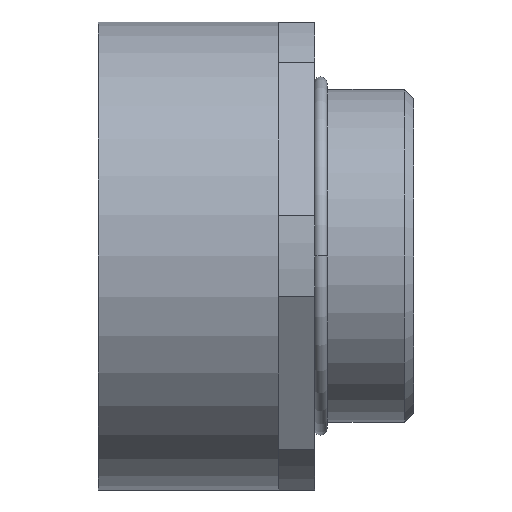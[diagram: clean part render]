
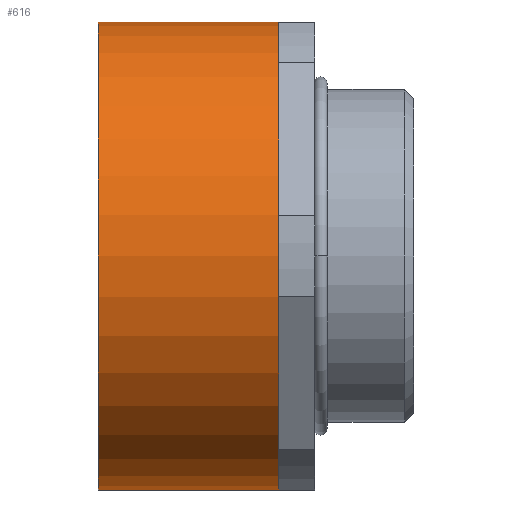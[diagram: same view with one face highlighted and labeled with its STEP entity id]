
A CAD part, left-side view. The second image highlights one B-rep face of the part: STEP entity #616.
In plain terms, the highlighted cylindrical face has radius 26 mm (diameter 52 mm), a partial arc.
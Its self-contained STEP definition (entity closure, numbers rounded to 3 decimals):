
#35 = AXIS2_PLACEMENT_3D ( 'NONE', #1155, #1156, #1157 ) ;
#54 = AXIS2_PLACEMENT_3D ( 'NONE', #1113, #1114, #1115 ) ;
#61 = FACE_OUTER_BOUND ( 'NONE', #790, .T. ) ;
#62 = CYLINDRICAL_SURFACE ( 'NONE', #54, 26. ) ;
#130 = DIRECTION ( 'NONE',  ( 0., 1., 0. ) ) ;
#131 = DIRECTION ( 'NONE',  ( 0., 0., 1. ) ) ;
#135 = CARTESIAN_POINT ( 'NONE',  ( 0., -1., 0. ) ) ;
#142 = DIRECTION ( 'NONE',  ( 0., 1., 0. ) ) ;
#143 = DIRECTION ( 'NONE',  ( 0., 0., 1. ) ) ;
#159 = CARTESIAN_POINT ( 'NONE',  ( 0., -1., 0. ) ) ;
#160 = DIRECTION ( 'NONE',  ( 0., 1., 0. ) ) ;
#161 = DIRECTION ( 'NONE',  ( 0., 0., 1. ) ) ;
#211 = EDGE_CURVE ( 'NONE', #428, #427, #269, .T. ) ;
#214 = EDGE_CURVE ( 'NONE', #424, #425, #278, .T. ) ;
#236 = CIRCLE ( 'NONE', #921, 26. ) ;
#238 = CIRCLE ( 'NONE', #916, 26. ) ;
#243 = CIRCLE ( 'NONE', #904, 26. ) ;
#269 = LINE ( 'NONE', #270, #908 ) ;
#270 = CARTESIAN_POINT ( 'NONE',  ( 0., 12.783, -26. ) ) ;
#271 = DIRECTION ( 'NONE',  ( 0., 1., 0. ) ) ;
#278 = LINE ( 'NONE', #279, #899 ) ;
#279 = CARTESIAN_POINT ( 'NONE',  ( 0., 12.783, 26. ) ) ;
#280 = DIRECTION ( 'NONE',  ( 0., 1., 0. ) ) ;
#307 = CARTESIAN_POINT ( 'NONE',  ( -22.517, -1., -13. ) ) ;
#314 = CARTESIAN_POINT ( 'NONE',  ( -22.517, -1., 13. ) ) ;
#343 = CIRCLE ( 'NONE', #35, 26. ) ;
#389 = VERTEX_POINT ( 'NONE', #307 ) ;
#396 = VERTEX_POINT ( 'NONE', #314 ) ;
#424 = VERTEX_POINT ( 'NONE', #648 ) ;
#425 = VERTEX_POINT ( 'NONE', #649 ) ;
#427 = VERTEX_POINT ( 'NONE', #651 ) ;
#428 = VERTEX_POINT ( 'NONE', #652 ) ;
#469 = EDGE_CURVE ( 'NONE', #428, #389, #236, .T. ) ;
#473 = EDGE_CURVE ( 'NONE', #389, #396, #238, .T. ) ;
#479 = EDGE_CURVE ( 'NONE', #396, #424, #243, .T. ) ;
#616 = ADVANCED_FACE ( 'NONE', ( #61 ), #62, .T. ) ;
#629 = EDGE_CURVE ( 'NONE', #427, #425, #343, .T. ) ;
#648 = CARTESIAN_POINT ( 'NONE',  ( 0., -1., 26. ) ) ;
#649 = CARTESIAN_POINT ( 'NONE',  ( 0., 19., 26. ) ) ;
#651 = CARTESIAN_POINT ( 'NONE',  ( 0., 19., -26. ) ) ;
#652 = CARTESIAN_POINT ( 'NONE',  ( 0., -1., -26. ) ) ;
#701 = CARTESIAN_POINT ( 'NONE',  ( 0., -1., 0. ) ) ;
#709 = ORIENTED_EDGE ( 'NONE', *, *, #479, .T. ) ;
#714 = ORIENTED_EDGE ( 'NONE', *, *, #211, .F. ) ;
#715 = ORIENTED_EDGE ( 'NONE', *, *, #469, .T. ) ;
#716 = ORIENTED_EDGE ( 'NONE', *, *, #473, .T. ) ;
#717 = ORIENTED_EDGE ( 'NONE', *, *, #214, .T. ) ;
#718 = ORIENTED_EDGE ( 'NONE', *, *, #629, .F. ) ;
#790 = EDGE_LOOP ( 'NONE', ( #714, #715, #716, #709, #717, #718 ) ) ;
#899 = VECTOR ( 'NONE', #280, 1000. ) ;
#904 = AXIS2_PLACEMENT_3D ( 'NONE', #159, #160, #161 ) ;
#908 = VECTOR ( 'NONE', #271, 1000. ) ;
#916 = AXIS2_PLACEMENT_3D ( 'NONE', #135, #142, #143 ) ;
#921 = AXIS2_PLACEMENT_3D ( 'NONE', #701, #130, #131 ) ;
#1113 = CARTESIAN_POINT ( 'NONE',  ( 0., 12.783, 0. ) ) ;
#1114 = DIRECTION ( 'NONE',  ( 0., 1., 0. ) ) ;
#1115 = DIRECTION ( 'NONE',  ( 0., 0., 1. ) ) ;
#1155 = CARTESIAN_POINT ( 'NONE',  ( 0., 19., 0. ) ) ;
#1156 = DIRECTION ( 'NONE',  ( 0., 1., 0. ) ) ;
#1157 = DIRECTION ( 'NONE',  ( 0., 0., 1. ) ) ;
